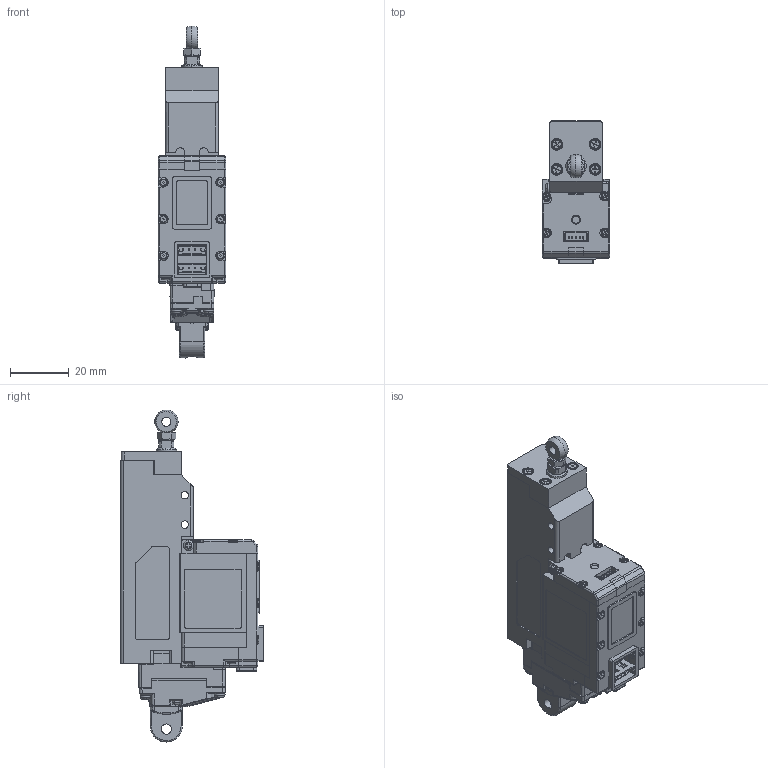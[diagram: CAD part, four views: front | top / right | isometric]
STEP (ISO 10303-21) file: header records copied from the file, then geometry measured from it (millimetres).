
FILE_DESCRIPTION (( 'STEP AP203' ), '1' );
FILE_NAME ('17Lf-xxxxx-37-Servo Series_Rev02_20250523.STEP', '2025-06-05T08:44:40', ( '' ), ( '' ), 'SwSTEP 2.0', 'SolidWorks 2020', '' );
FILE_SCHEMA (( 'CONFIG_CONTROL_DESIGN' ));
Length unit declared in the file: millimetre
Products named in the file (39): ASSY, GEAR-BOX 17Lf-E; IROIX0060 SCREW, PH M2.5X6 PLS STL ZNC; IRMIP0041 HINGE; IRMIP0042 COVER-F, 17PI MOTOR; IRMIT0018 NUT, ROD END SUS; IRMIR0005 CAP, RUBBER 17Lf MOTOR; IROIX0013 NUT, M3.0-2.4T NI; IRMIP0035 GEAR-BOX TOP-17PI; CONNECTOR_MOLEX_4PIN-熱霜; IRMIP0034 GEAR-BOX MIDDLE-17PI; IRMIP0044 COVER-T, 17PI MOTOR; IROIX0003 SCREW, CS T1.4x4 PLS STL NI-1; IRMIT0003 ROD 45, TR4 METAL; IRMIN0001 COVER POT 45; IROIX0009 SCREW, PH T 2x18 PLS STL NI; IRMIP0039 COVER-R, MOTOR-17PI; IRMIP0029 CASE, PT TOP; IRMIP0043 LENS-17PI; IRMIP0037 GEAR, 2ND RESIN(9.3vs1) -17PI; IROIX0005 SCREW, PH M2x6 PLS  STL BK; IREAB0014 PCBA, MAIN SERVO-17FC-F; IRMIP0038 COVER-L, MOTOR-17PI; 17Lf-xxxxx-37-Servo Series_Rev02_20250523; IRMIT0052 NUT, HINGE; IROIX0030 SCREW, CH T1.7X14 PLS STL NI; IRMIP0007 COVER END; MAIN PCB_IR_LS_3G_F_R02; IROIX0008 SCREW, PH T1.7X18 PLS STL NI; IRMAA0180 ASSY, COVER LENS-17PI; IROIX0031 SCREW, CH T1.7X6 PLS STL NI; IRMIT0063 ROD END TIP ROUND, IR-MC01; SUB PCB (I-O terminal-mount); IROIX0004 SCREW, PH M2x10 PLS  STL BK; IRMIP0008 CASE, PT BTM; IROIX0009 SCREW, PH T 2x12 PLS STL NI; IRMIT0063 PIN D1.4X L17; IRMID0001 CASE, STROKE 45; IRMIP0002 SPACER; CONNECTOR_NW-A1.25-5AW(I-O terminal)
Assembly tree (60 placements, depth 4):
  17Lf-xxxxx-37-Servo Series_Rev02_20250523
    IRMIP0008 CASE, PT BTM
    IRMIP0029 CASE, PT TOP
    IRMIT0052 NUT, HINGE
    IROIX0008 SCREW, PH T1.7X18 PLS STL NI  x2
    IROIX0009 SCREW, PH T 2x18 PLS STL NI  x2
    IROIX0009 SCREW, PH T 2x12 PLS STL NI  x2
    IRMID0001 CASE, STROKE 45
    IROIX0003 SCREW, CS T1.4x4 PLS STL NI-1  x4
    IRMIN0001 COVER POT 45
    IRMIP0002 SPACER
    IROIX0005 SCREW, PH M2x6 PLS  STL BK  x2
    IROIX0004 SCREW, PH M2x10 PLS  STL BK  x2
    IRMIP0007 COVER END
    IRMIT0003 ROD 45, TR4 METAL
    IRMIT0018 NUT, ROD END SUS
    IROIX0013 NUT, M3.0-2.4T NI
    IRMIP0041 HINGE
    IROIX0060 SCREW, PH M2.5X6 PLS STL ZNC
    ASSY, GEAR-BOX 17Lf-E
      IRMIP0035 GEAR-BOX TOP-17PI
      IRMIP0038 COVER-L, MOTOR-17PI
      IRMIP0039 COVER-R, MOTOR-17PI
      IROIX0030 SCREW, CH T1.7X14 PLS STL NI  x4
      IRMIP0037 GEAR, 2ND RESIN(9.3vs1) -17PI
      IRMIT0063 PIN D1.4X L17
      IRMIP0034 GEAR-BOX MIDDLE-17PI
      IRMAA0180 ASSY, COVER LENS-17PI
        IRMIP0042 COVER-F, 17PI MOTOR
        IRMIP0043 LENS-17PI
      IREAB0014 PCBA, MAIN SERVO-17FC-F
        MAIN PCB_IR_LS_3G_F_R02
        CONNECTOR_MOLEX_4PIN-熱霜  x2
        CONNECTOR_NW-A1.25-5AW(I-O terminal)
        SUB PCB (I-O terminal-mount)
      IRMIR0005 CAP, RUBBER 17Lf MOTOR
      IRMIP0044 COVER-T, 17PI MOTOR
      IROIX0009 SCREW, PH T 2x18 PLS STL NI
      IROIX0031 SCREW, CH T1.7X6 PLS STL NI  x10
    IRMIT0063 ROD END TIP ROUND, IR-MC01
Bounding box: 23 x 48.5 x 113 mm (x, y, z)
Volume: 33500.4 mm3; surface area: 42592.9 mm2
Topology: 184 solids, 184 shells, 4384 faces, 11094 edges, 7202 vertices
Faces by surface type: plane 2648, cylinder 1256, cone 297, torus 105, bspline 68, sphere 10
Entity records: 125394 total; most frequent: CARTESIAN_POINT 27752, DIRECTION 19287, ORIENTED_EDGE 19232, EDGE_CURVE 9616, LINE 6471, VECTOR 6471, AXIS2_PLACEMENT_3D 6408, VERTEX_POINT 6274
